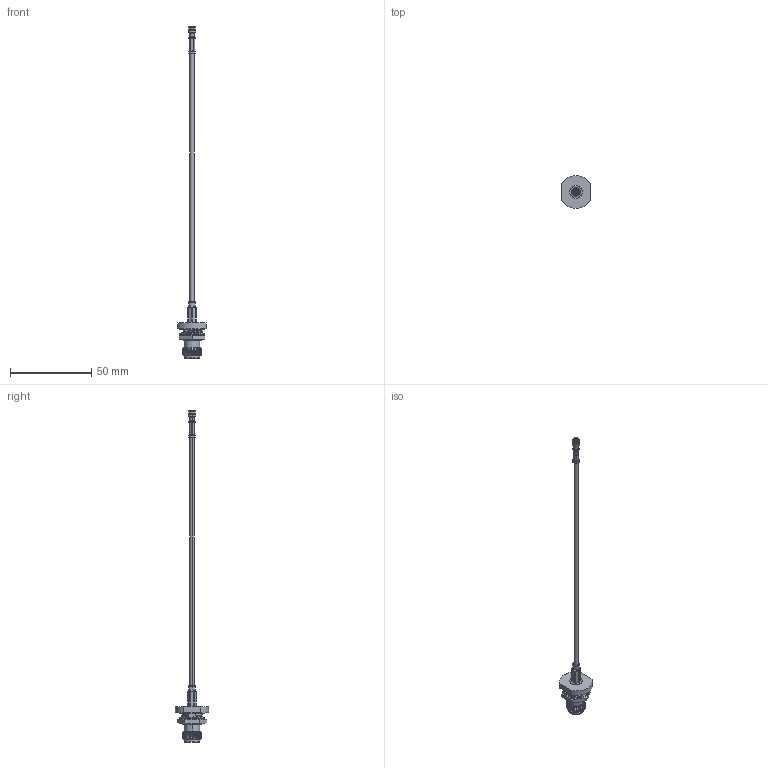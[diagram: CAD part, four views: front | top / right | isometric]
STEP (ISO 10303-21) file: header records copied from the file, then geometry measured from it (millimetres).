
FILE_DESCRIPTION (( 'STEP AP203' ), '1' );
FILE_NAME ('FMCA1425.step', '2019-06-18T15:34:14', ( '' ), ( '' ), 'SwSTEP 2.0', 'SolidWorks 2018', '' );
FILE_SCHEMA (( 'CONFIG_CONTROL_DESIGN' ));
Products named in the file (4): PE45251 ｦ FMCN1016_Crimped; FMCA1425; PE44899 ｦ SC4254_CRIMPED; Coax Cable_RG316
Assembly tree (3 placements, depth 2):
  FMCA1425
    Coax Cable_RG316
    PE44899 ｦ SC4254_CRIMPED
    PE45251 ｦ FMCN1016_Crimped
Bounding box: 17.45 x 20.32 x 204.12 mm (x, y, z)
Volume: 3655.9 mm3; surface area: 5243.2 mm2
Topology: 9 solids, 9 shells, 2856 faces, 6407 edges, 3595 vertices
Faces by surface type: bspline 1991, cylinder 648, plane 137, cone 76, torus 4
Entity records: 104490 total; most frequent: CARTESIAN_POINT 63116, ORIENTED_EDGE 12814, EDGE_CURVE 6407, VERTEX_POINT 3595, DIRECTION 3192, EDGE_LOOP 2894, ADVANCED_FACE 2856, FACE_OUTER_BOUND 2856
